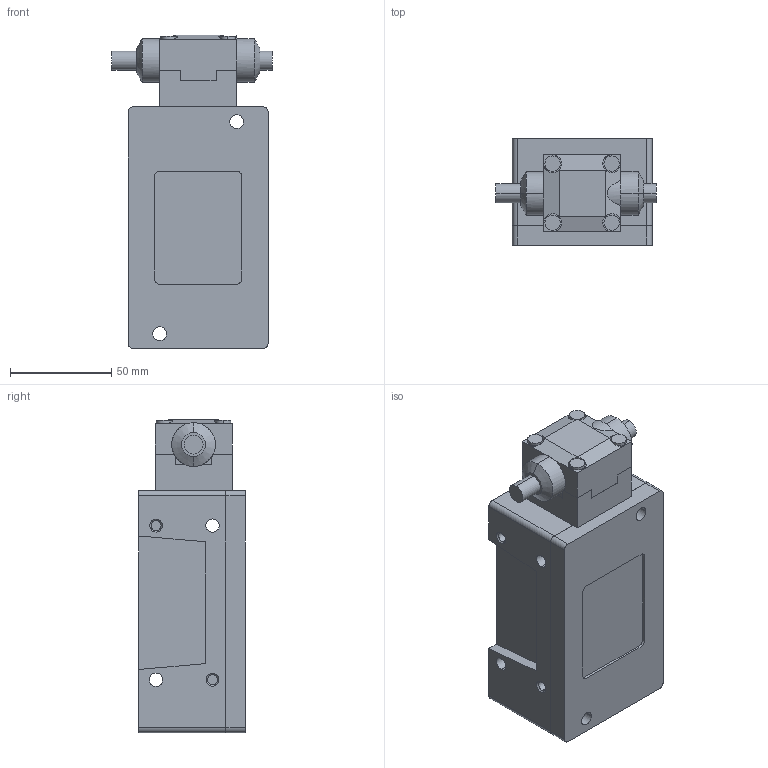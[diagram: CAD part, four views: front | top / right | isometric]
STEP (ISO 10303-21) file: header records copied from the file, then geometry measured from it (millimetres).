
FILE_DESCRIPTION(('STEP AP242'),'1');
FILE_NAME('9007cr53h.stp','2021-09-28T11:07:31',('TraceParts'),('TraceParts S.A.'),'Spatial InterOp 3D',' ',' ');
FILE_SCHEMA(('AP242_MANAGED_MODEL_BASED_3D_ENGINEERING_MIM_LF {1 0 10303 442 1 1 4}'));
Length unit declared in the file: millimetre
Products named in the file (1): 9007cr53h
Bounding box: 79.25 x 52.83 x 154.94 mm (x, y, z)
Volume: 457847.8 mm3; surface area: 50898.5 mm2
Topology: 1 solids, 1 shells, 183 faces, 449 edges, 282 vertices
Faces by surface type: plane 90, cylinder 61, cone 32
Entity records: 6889 total; most frequent: DIRECTION 991, CARTESIAN_POINT 915, ORIENTED_EDGE 898, EDGE_CURVE 449, AXIS2_PLACEMENT_3D 358, VERTEX_POINT 282, LINE 275, VECTOR 275
